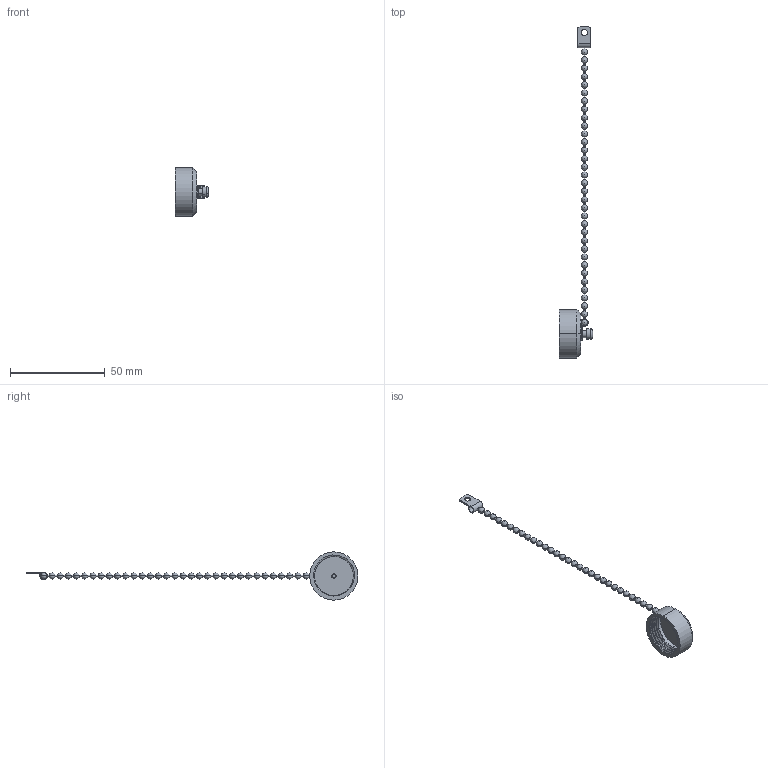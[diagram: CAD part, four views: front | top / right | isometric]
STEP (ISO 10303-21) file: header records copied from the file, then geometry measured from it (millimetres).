
FILE_DESCRIPTION (( 'STEP AP214' ), '1' );
FILE_NAME ('MIN-CAP.STEP', '2012-07-26T19:54:13', ( 'IT' ), ( 'Hewlett-Packard Company' ), 'SwSTEP 2.0', 'SolidWorks 2012', '' );
FILE_SCHEMA (( 'AUTOMOTIVE_DESIGN' ));
Length unit declared in the file: inch
Products named in the file (1): MIN-CAP
Bounding box: 17.48 x 174.87 x 25.4 mm (x, y, z)
Volume: 2980.9 mm3; surface area: 4620.1 mm2
Topology: 1 solids, 1 shells, 220 faces, 827 edges, 549 vertices
Faces by surface type: cylinder 119, sphere 70, plane 23, cone 3, bspline 3, torus 2
Entity records: 11833 total; most frequent: CARTESIAN_POINT 2372, DIRECTION 1580, ORIENTED_EDGE 1372, AXIS2_PLACEMENT_3D 713, EDGE_CURVE 686, CIRCLE 495, VERTEX_POINT 478, EDGE_LOOP 236
